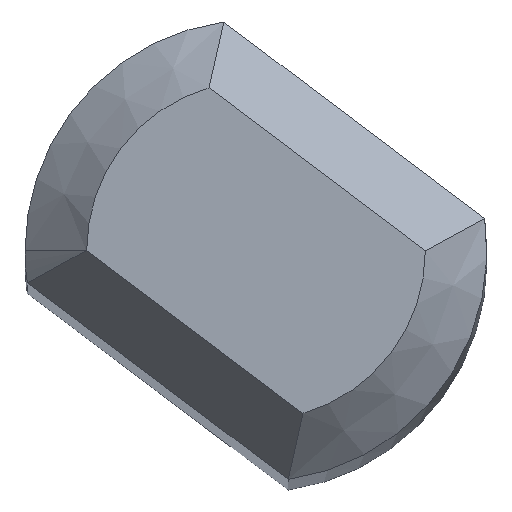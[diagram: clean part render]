
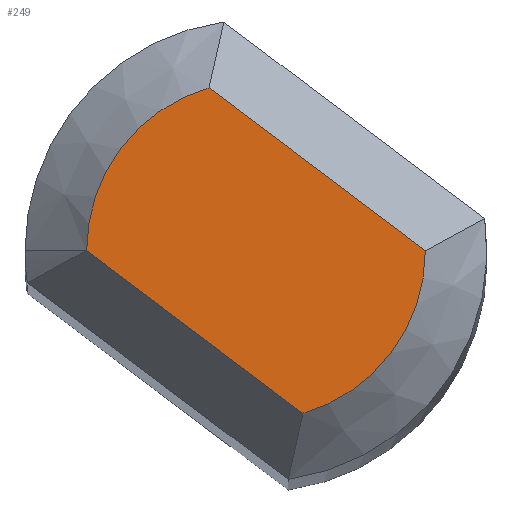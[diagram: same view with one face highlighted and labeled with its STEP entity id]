
A CAD part, top view. The second image highlights one B-rep face of the part: STEP entity #249.
In plain terms, the highlighted planar face has unit normal (0, 0, 1).
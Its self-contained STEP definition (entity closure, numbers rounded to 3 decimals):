
#1 = CARTESIAN_POINT ( 'NONE',  ( -20.657, 5.703, 100. ) ) ;
#5 = VERTEX_POINT ( 'NONE', #356 ) ;
#10 = LINE ( 'NONE', #93, #384 ) ;
#13 = CARTESIAN_POINT ( 'NONE',  ( -17.144, 3.057, 100. ) ) ;
#14 = VERTEX_POINT ( 'NONE', #59 ) ;
#17 = FACE_OUTER_BOUND ( 'NONE', #484, .T. ) ;
#18 = EDGE_CURVE ( 'NONE', #14, #276, #350, .T. ) ;
#30 = DIRECTION ( 'NONE',  ( 0., 0., 1. ) ) ;
#59 = CARTESIAN_POINT ( 'NONE',  ( -19.131, 0.418, 100. ) ) ;
#71 = LINE ( 'NONE', #301, #192 ) ;
#93 = CARTESIAN_POINT ( 'NONE',  ( -6.724, -8.927, 100. ) ) ;
#102 = ORIENTED_EDGE ( 'NONE', *, *, #172, .T. ) ;
#127 = DIRECTION ( 'NONE',  ( 0., 0., 1. ) ) ;
#165 = DIRECTION ( 'NONE',  ( 1., 0., 0. ) ) ;
#167 = PLANE ( 'NONE',  #358 ) ;
#172 = EDGE_CURVE ( 'NONE', #5, #14, #10, .T. ) ;
#177 = CIRCLE ( 'NONE', #225, 2.75 ) ;
#186 = ORIENTED_EDGE ( 'NONE', *, *, #363, .T. ) ;
#192 = VECTOR ( 'NONE', #315, 1000. ) ;
#203 = DIRECTION ( 'NONE',  ( 1., 0., 0. ) ) ;
#220 = DIRECTION ( 'NONE',  ( 1., 0., 0. ) ) ;
#225 = AXIS2_PLACEMENT_3D ( 'NONE', #280, #127, #165 ) ;
#228 = CARTESIAN_POINT ( 'NONE',  ( -19.894, 3.06, 100. ) ) ;
#233 = EDGE_CURVE ( 'NONE', #311, #5, #177, .T. ) ;
#245 = DIRECTION ( 'NONE',  ( 0., 0., 1. ) ) ;
#249 = ADVANCED_FACE ( 'NONE', ( #17 ), #167, .T. ) ;
#276 = VERTEX_POINT ( 'NONE', #13 ) ;
#280 = CARTESIAN_POINT ( 'NONE',  ( -19.894, 3.06, 100. ) ) ;
#301 = CARTESIAN_POINT ( 'NONE',  ( -4.736, -6.288, 100. ) ) ;
#307 = ORIENTED_EDGE ( 'NONE', *, *, #233, .T. ) ;
#311 = VERTEX_POINT ( 'NONE', #1 ) ;
#315 = DIRECTION ( 'NONE',  ( -0.799, 0.602, 0. ) ) ;
#322 = DIRECTION ( 'NONE',  ( 0.799, -0.602, 0. ) ) ;
#350 = CIRCLE ( 'NONE', #365, 2.75 ) ;
#356 = CARTESIAN_POINT ( 'NONE',  ( -22.644, 3.064, 100. ) ) ;
#357 = ORIENTED_EDGE ( 'NONE', *, *, #18, .T. ) ;
#358 = AXIS2_PLACEMENT_3D ( 'NONE', #487, #245, #203 ) ;
#363 = EDGE_CURVE ( 'NONE', #276, #311, #71, .T. ) ;
#365 = AXIS2_PLACEMENT_3D ( 'NONE', #228, #30, #220 ) ;
#384 = VECTOR ( 'NONE', #322, 1000. ) ;
#484 = EDGE_LOOP ( 'NONE', ( #102, #357, #186, #307 ) ) ;
#487 = CARTESIAN_POINT ( 'NONE',  ( 0., 0., 100. ) ) ;
